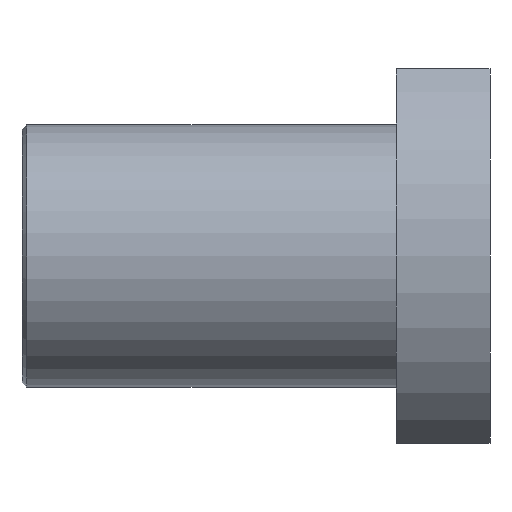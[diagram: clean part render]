
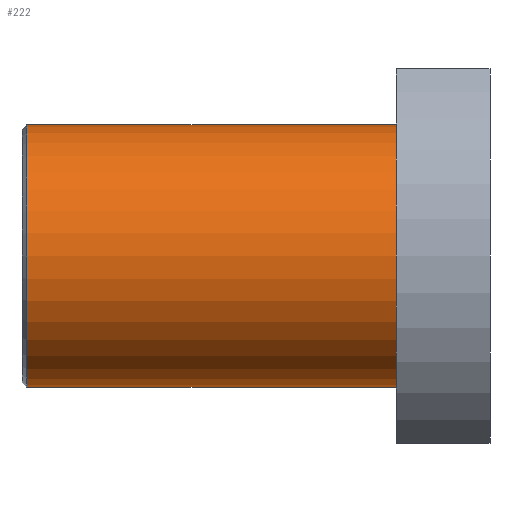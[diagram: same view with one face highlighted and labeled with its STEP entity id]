
A CAD part, front view. The second image highlights one B-rep face of the part: STEP entity #222.
In plain terms, the highlighted cylindrical face has radius 14 mm (diameter 28 mm), a partial arc.
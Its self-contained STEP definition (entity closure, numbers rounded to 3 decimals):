
#141 = VERTEX_POINT ( 'NONE', #702 ) ;
#163 = CARTESIAN_POINT ( 'NONE',  ( -340.807, 0., 14. ) ) ;
#167 = AXIS2_PLACEMENT_3D ( 'NONE', #265, #408, #935 ) ;
#212 = CARTESIAN_POINT ( 'NONE',  ( -36.059, 0., 0. ) ) ;
#222 = ADVANCED_FACE ( 'NONE', ( #269 ), #719, .T. ) ;
#242 = VERTEX_POINT ( 'NONE', #645 ) ;
#265 = CARTESIAN_POINT ( 'NONE',  ( -340.807, 0., 0. ) ) ;
#269 = FACE_OUTER_BOUND ( 'NONE', #851, .T. ) ;
#301 = ORIENTED_EDGE ( 'NONE', *, *, #529, .T. ) ;
#308 = EDGE_CURVE ( 'NONE', #898, #141, #642, .T. ) ;
#344 = CARTESIAN_POINT ( 'NONE',  ( -340.807, 0., -14. ) ) ;
#375 = CIRCLE ( 'NONE', #499, 14. ) ;
#408 = DIRECTION ( 'NONE',  ( -1., 0., 0. ) ) ;
#455 = DIRECTION ( 'NONE',  ( -1., 0., 0. ) ) ;
#464 = DIRECTION ( 'NONE',  ( -1., 0., 0. ) ) ;
#499 = AXIS2_PLACEMENT_3D ( 'NONE', #895, #455, #691 ) ;
#509 = DIRECTION ( 'NONE',  ( 1., 0., 0. ) ) ;
#529 = EDGE_CURVE ( 'NONE', #242, #141, #708, .T. ) ;
#642 = LINE ( 'NONE', #344, #725 ) ;
#645 = CARTESIAN_POINT ( 'NONE',  ( -36.059, 0., 14. ) ) ;
#661 = ORIENTED_EDGE ( 'NONE', *, *, #745, .T. ) ;
#669 = EDGE_CURVE ( 'NONE', #898, #835, #375, .T. ) ;
#691 = DIRECTION ( 'NONE',  ( 0., 0., 1. ) ) ;
#702 = CARTESIAN_POINT ( 'NONE',  ( -36.059, 0., -14. ) ) ;
#708 = CIRCLE ( 'NONE', #838, 14. ) ;
#719 = CYLINDRICAL_SURFACE ( 'NONE', #167, 14. ) ;
#720 = ORIENTED_EDGE ( 'NONE', *, *, #669, .T. ) ;
#722 = CARTESIAN_POINT ( 'NONE',  ( 3.441, 0., 14. ) ) ;
#725 = VECTOR ( 'NONE', #856, 1000. ) ;
#729 = VECTOR ( 'NONE', #464, 1000. ) ;
#745 = EDGE_CURVE ( 'NONE', #835, #242, #759, .T. ) ;
#759 = LINE ( 'NONE', #163, #729 ) ;
#772 = CARTESIAN_POINT ( 'NONE',  ( 3.441, 0., -14. ) ) ;
#818 = DIRECTION ( 'NONE',  ( 0., 0., -1. ) ) ;
#831 = ORIENTED_EDGE ( 'NONE', *, *, #308, .F. ) ;
#835 = VERTEX_POINT ( 'NONE', #722 ) ;
#838 = AXIS2_PLACEMENT_3D ( 'NONE', #212, #509, #818 ) ;
#851 = EDGE_LOOP ( 'NONE', ( #831, #720, #661, #301 ) ) ;
#856 = DIRECTION ( 'NONE',  ( -1., 0., 0. ) ) ;
#895 = CARTESIAN_POINT ( 'NONE',  ( 3.441, 0., 0. ) ) ;
#898 = VERTEX_POINT ( 'NONE', #772 ) ;
#935 = DIRECTION ( 'NONE',  ( 0., 0., 1. ) ) ;
